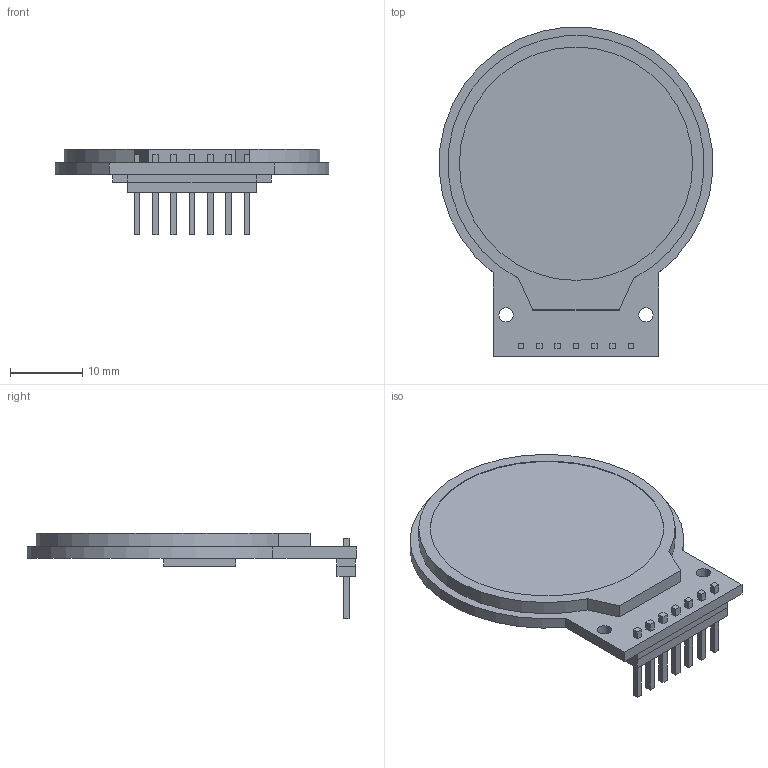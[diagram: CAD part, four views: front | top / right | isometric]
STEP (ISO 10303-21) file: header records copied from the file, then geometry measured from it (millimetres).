
FILE_DESCRIPTION(('FreeCAD Model'),'2;1');
FILE_NAME('Open CASCADE Shape Model','2023-11-26T23:02:26',('Author'),( ''),'Open CASCADE STEP processor 7.6','FreeCAD','Unknown');
FILE_SCHEMA(('AUTOMOTIVE_DESIGN { 1 0 10303 214 1 1 1 1 }'));
Length unit declared in the file: millimetre
Products named in the file (1): Pad005
Bounding box: 37.96 x 45.73 x 11.88 mm (x, y, z)
Volume: 4412.1 mm3; surface area: 3481.8 mm2
Topology: 1 solids, 1 shells, 99 faces, 233 edges, 154 vertices
Faces by surface type: plane 94, cylinder 5
Full cylindrical faces by diameter (mm): 2 x2, 32.4 x1
Entity records: 3084 total; most frequent: CARTESIAN_POINT 487, ORIENTED_EDGE 466, DIRECTION 443, EDGE_CURVE 233, LINE 223, VECTOR 223, VERTEX_POINT 154, FACE_BOUND 121
